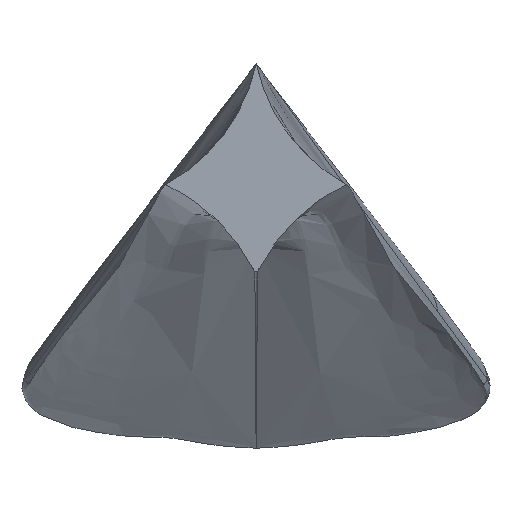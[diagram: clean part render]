
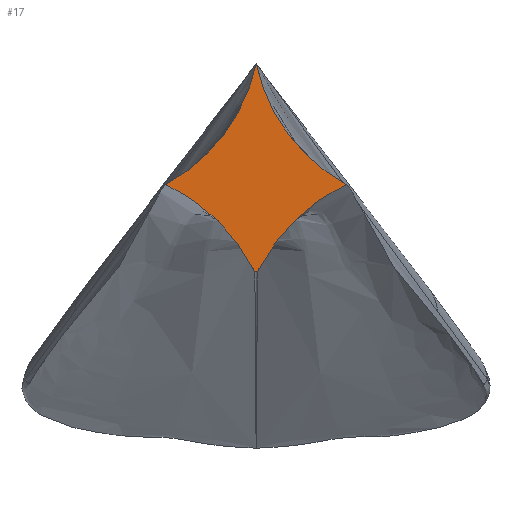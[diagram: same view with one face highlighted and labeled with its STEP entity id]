
A CAD part, front view. The second image highlights one B-rep face of the part: STEP entity #17.
In plain terms, the highlighted free-form (B-spline) face has degree [1, 1] with [2, 2] control points.
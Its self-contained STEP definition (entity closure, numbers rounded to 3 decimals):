
#17 = ADVANCED_FACE('',(#18),#106,.F.);
#18 = FACE_BOUND('',#19,.T.);
#19 = EDGE_LOOP('',(#20,#30,#45,#77,#100));
#20 = ORIENTED_EDGE('',*,*,#21,.F.);
#21 = EDGE_CURVE('',#22,#24,#26,.T.);
#22 = VERTEX_POINT('',#23);
#23 = CARTESIAN_POINT('',(-0.406,0.,
    -12.94));
#24 = VERTEX_POINT('',#25);
#25 = CARTESIAN_POINT('',(-13.799,0.,
    0.));
#26 = ( BOUNDED_CURVE() B_SPLINE_CURVE(2,(#27,#28,#29),.UNSPECIFIED.,.F.
,.F.) B_SPLINE_CURVE_WITH_KNOTS((3,3),(2.029,2.718),
.PIECEWISE_BEZIER_KNOTS.) CURVE() GEOMETRIC_REPRESENTATION_ITEM() 
RATIONAL_B_SPLINE_CURVE((1.,0.941,1.)) REPRESENTATION_ITEM('') 
  );
#27 = CARTESIAN_POINT('',(-0.406,0.,-12.94));
#28 = CARTESIAN_POINT('',(-4.783,0.,-4.07));
#29 = CARTESIAN_POINT('',(-13.799,0.,0.));
#30 = ORIENTED_EDGE('',*,*,#31,.T.);
#31 = EDGE_CURVE('',#22,#32,#34,.T.);
#32 = VERTEX_POINT('',#33);
#33 = CARTESIAN_POINT('',(0.406,0.,
    -12.94));
#34 = B_SPLINE_CURVE_WITH_KNOTS('',3,(#35,#36,#37,#38,#39,#40,#41,#42,
    #43,#44),.UNSPECIFIED.,.F.,.F.,(4,2,2,2,4),(0.,0.,
    0.001,0.001,0.001),
  .UNSPECIFIED.);
#35 = CARTESIAN_POINT('',(-0.406,0.,
    -12.94));
#36 = CARTESIAN_POINT('',(-0.368,0.,
    -13.017));
#37 = CARTESIAN_POINT('',(-0.311,0.,
    -13.083));
#38 = CARTESIAN_POINT('',(-0.17,0.,
    -13.176));
#39 = CARTESIAN_POINT('',(-0.086,0.,
    -13.203));
#40 = CARTESIAN_POINT('',(0.085,0.,
    -13.203));
#41 = CARTESIAN_POINT('',(0.168,0.,
    -13.177));
#42 = CARTESIAN_POINT('',(0.311,0.,
    -13.083));
#43 = CARTESIAN_POINT('',(0.368,0.,
    -13.017));
#44 = CARTESIAN_POINT('',(0.406,0.,
    -12.94));
#45 = ORIENTED_EDGE('',*,*,#46,.T.);
#46 = EDGE_CURVE('',#32,#47,#49,.T.);
#47 = VERTEX_POINT('',#48);
#48 = CARTESIAN_POINT('',(13.799,0.,
    0.));
#49 = B_SPLINE_CURVE_WITH_KNOTS('',3,(#50,#51,#52,#53,#54,#55,#56,#57,
    #58,#59,#60,#61,#62,#63,#64,#65,#66,#67,#68,#69,#70,#71,#72,#73,#74,
    #75,#76),.UNSPECIFIED.,.F.,.F.,(4,2,2,2,2,1,2,2,2,2,2,2,2,4),(
    0.047,0.166,0.285,0.3,
    0.315,0.345,0.375,0.39,
    0.404,0.524,0.762,0.821,
    0.881,1.),.UNSPECIFIED.);
#50 = CARTESIAN_POINT('',(0.406,0.,
    -12.94));
#51 = CARTESIAN_POINT('',(0.763,0.,
    -12.215));
#52 = CARTESIAN_POINT('',(1.162,0.,
    -11.488));
#53 = CARTESIAN_POINT('',(2.028,0.,
    -10.069));
#54 = CARTESIAN_POINT('',(2.488,0.,
    -9.387));
#55 = CARTESIAN_POINT('',(3.041,0.,
    -8.641));
#56 = CARTESIAN_POINT('',(3.103,0.,
    -8.558));
#57 = CARTESIAN_POINT('',(3.228,0.,
    -8.394));
#58 = CARTESIAN_POINT('',(3.291,0.,
    -8.311));
#59 = CARTESIAN_POINT('',(3.474,0.,
    -8.075));
#60 = CARTESIAN_POINT('',(3.721,0.,
    -7.764));
#61 = CARTESIAN_POINT('',(3.975,0.,
    -7.458));
#62 = CARTESIAN_POINT('',(4.167,0.,
    -7.231));
#63 = CARTESIAN_POINT('',(4.23,0.,
    -7.158));
#64 = CARTESIAN_POINT('',(4.357,0.,
    -7.011));
#65 = CARTESIAN_POINT('',(4.422,0.,
    -6.938));
#66 = CARTESIAN_POINT('',(5.002,0.,
    -6.281));
#67 = CARTESIAN_POINT('',(5.542,0.,
    -5.722));
#68 = CARTESIAN_POINT('',(7.222,0.,
    -4.118));
#69 = CARTESIAN_POINT('',(8.427,0.,
    -3.148));
#70 = CARTESIAN_POINT('',(10.034,0.,
    -2.063));
#71 = CARTESIAN_POINT('',(10.359,0.,
    -1.853));
#72 = CARTESIAN_POINT('',(11.023,0.,
    -1.445));
#73 = CARTESIAN_POINT('',(11.356,0.,
    -1.249));
#74 = CARTESIAN_POINT('',(12.383,0.,
    -0.676));
#75 = CARTESIAN_POINT('',(13.084,0.,
    -0.323));
#76 = CARTESIAN_POINT('',(13.799,0.,
    0.));
#77 = ORIENTED_EDGE('',*,*,#78,.T.);
#78 = EDGE_CURVE('',#47,#79,#81,.T.);
#79 = VERTEX_POINT('',#80);
#80 = CARTESIAN_POINT('',(0.,0.,18.399));
#81 = B_SPLINE_CURVE_WITH_KNOTS('',3,(#82,#83,#84,#85,#86,#87,#88,#89,
    #90,#91,#92,#93,#94,#95,#96,#97,#98,#99),.UNSPECIFIED.,.F.,.F.,(4,2,
    2,2,2,2,2,2,4),(0.,0.125,0.25,0.375,0.5,0.625,0.75,0.875,1.),
  .UNSPECIFIED.);
#82 = CARTESIAN_POINT('',(13.799,0.,
    0.));
#83 = CARTESIAN_POINT('',(12.93,0.,
    0.472));
#84 = CARTESIAN_POINT('',(12.089,0.,
    0.989));
#85 = CARTESIAN_POINT('',(10.459,0.,
    2.116));
#86 = CARTESIAN_POINT('',(9.679,0.,
    2.72));
#87 = CARTESIAN_POINT('',(8.182,0.,
    4.013));
#88 = CARTESIAN_POINT('',(7.471,0.,
    4.697));
#89 = CARTESIAN_POINT('',(6.119,0.,
    6.146));
#90 = CARTESIAN_POINT('',(5.485,0.,
    6.902));
#91 = CARTESIAN_POINT('',(4.298,0.,
    8.484));
#92 = CARTESIAN_POINT('',(3.749,0.,
    9.305));
#93 = CARTESIAN_POINT('',(2.737,0.,
    11.008));
#94 = CARTESIAN_POINT('',(2.279,0.,
    11.883));
#95 = CARTESIAN_POINT('',(1.458,0.,
    13.681));
#96 = CARTESIAN_POINT('',(1.096,0.,
    14.6));
#97 = CARTESIAN_POINT('',(0.471,0.,
    16.48));
#98 = CARTESIAN_POINT('',(0.21,0.,
    17.433));
#99 = CARTESIAN_POINT('',(0.,0.,18.399));
#100 = ORIENTED_EDGE('',*,*,#101,.F.);
#101 = EDGE_CURVE('',#24,#79,#102,.T.);
#102 = ( BOUNDED_CURVE() B_SPLINE_CURVE(2,(#103,#104,#105),
.UNSPECIFIED.,.F.,.F.) B_SPLINE_CURVE_WITH_KNOTS((3,3),(0.498,
1.357),.PIECEWISE_BEZIER_KNOTS.) CURVE() 
GEOMETRIC_REPRESENTATION_ITEM() RATIONAL_B_SPLINE_CURVE((1.,
0.909,1.)) REPRESENTATION_ITEM('') );
#103 = CARTESIAN_POINT('',(-13.799,0.,0.));
#104 = CARTESIAN_POINT('',(-2.683,0.,6.037));
#105 = CARTESIAN_POINT('',(0.,0.,18.399));
#106 = B_SPLINE_SURFACE_WITH_KNOTS('',1,1,(
    (#107,#108)
    ,(#109,#110
    )),.UNSPECIFIED.,.F.,.F.,.F.,(2,2),(2,2),(-8.222,
    26.13),(-21.13,8.87),
  .PIECEWISE_BEZIER_KNOTS.);
#107 = CARTESIAN_POINT('',(-13.799,0.,
    -13.203));
#108 = CARTESIAN_POINT('',(13.799,0.,
    -13.203));
#109 = CARTESIAN_POINT('',(-13.799,0.,
    18.399));
#110 = CARTESIAN_POINT('',(13.799,0.,
    18.399));
